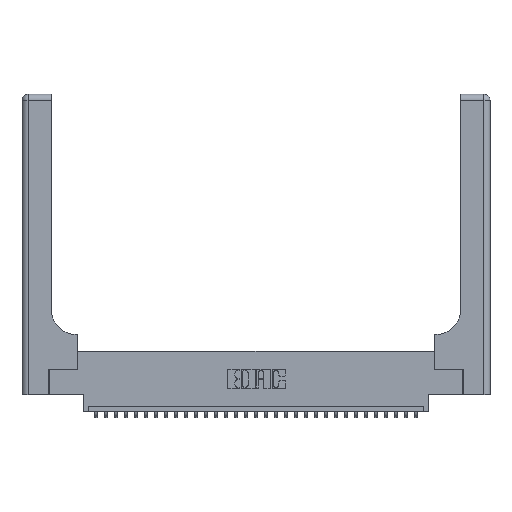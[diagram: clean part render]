
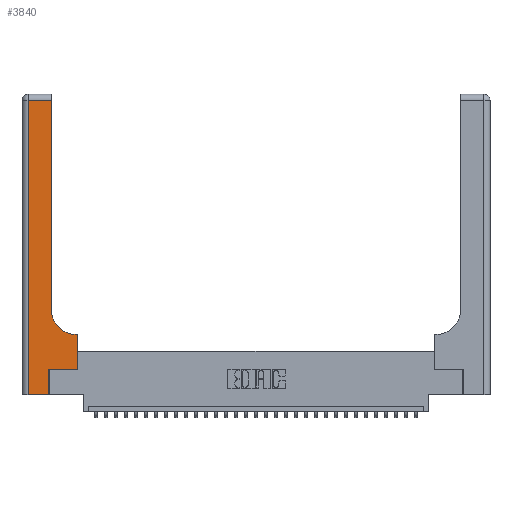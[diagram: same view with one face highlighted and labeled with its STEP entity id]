
A CAD part, top view. The second image highlights one B-rep face of the part: STEP entity #3840.
In plain terms, the highlighted planar face has unit normal (0, 0, 1).
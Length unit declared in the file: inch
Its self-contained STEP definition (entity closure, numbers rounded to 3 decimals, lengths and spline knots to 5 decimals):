
#516 = LINE ( 'NONE', #8363, #7330 ) ;
#1207 = EDGE_CURVE ( 'NONE', #4188, #28096, #30973, .T. ) ;
#2507 = EDGE_CURVE ( 'NONE', #28096, #5926, #24364, .T. ) ;
#2738 = DIRECTION ( 'NONE',  ( 0., 0., -1. ) ) ;
#3061 = LINE ( 'NONE', #29048, #21631 ) ;
#3460 = LINE ( 'NONE', #15580, #18239 ) ;
#3709 = EDGE_CURVE ( 'NONE', #5926, #16718, #3061, .T. ) ;
#3840 = ADVANCED_FACE ( 'NONE', ( #24270 ), #5468, .F. ) ;
#3990 = CARTESIAN_POINT ( 'NONE',  ( 0.2915, 3., 0.37 ) ) ;
#3994 = EDGE_CURVE ( 'NONE', #16718, #12350, #18190, .T. ) ;
#4188 = VERTEX_POINT ( 'NONE', #22538 ) ;
#4869 = EDGE_CURVE ( 'NONE', #15273, #21582, #20436, .T. ) ;
#5049 = ORIENTED_EDGE ( 'NONE', *, *, #20295, .T. ) ;
#5468 = PLANE ( 'NONE',  #13625 ) ;
#5926 = VERTEX_POINT ( 'NONE', #16436 ) ;
#6467 = ORIENTED_EDGE ( 'NONE', *, *, #3994, .T. ) ;
#6666 = CARTESIAN_POINT ( 'NONE',  ( 0.2915, 2.94, 0.37 ) ) ;
#7330 = VECTOR ( 'NONE', #8482, 39.37008 ) ;
#8363 = CARTESIAN_POINT ( 'NONE',  ( 0.06, 3., 0.37 ) ) ;
#8482 = DIRECTION ( 'NONE',  ( 0., -1., 0. ) ) ;
#8805 = CARTESIAN_POINT ( 'NONE',  ( 0.2915, 0.85, 0.37 ) ) ;
#8850 = CARTESIAN_POINT ( 'NONE',  ( 0.5585, 0.25, 0.37 ) ) ;
#9832 = DIRECTION ( 'NONE',  ( -1., 0., 0. ) ) ;
#10352 = CARTESIAN_POINT ( 'NONE',  ( 0., 3., 0.37 ) ) ;
#10942 = CARTESIAN_POINT ( 'NONE',  ( 0.5415, 0.85, 0.37 ) ) ;
#11035 = DIRECTION ( 'NONE',  ( 0., 1., 0. ) ) ;
#11091 = DIRECTION ( 'NONE',  ( 0., 1., 0. ) ) ;
#12188 = CARTESIAN_POINT ( 'NONE',  ( 0., 2.94, 0.37 ) ) ;
#12350 = VERTEX_POINT ( 'NONE', #8805 ) ;
#12793 = DIRECTION ( 'NONE',  ( -1., 0., 0. ) ) ;
#13235 = ORIENTED_EDGE ( 'NONE', *, *, #25147, .T. ) ;
#13374 = DIRECTION ( 'NONE',  ( 1., 0., 0. ) ) ;
#13625 = AXIS2_PLACEMENT_3D ( 'NONE', #10352, #2738, #12793 ) ;
#13771 = VECTOR ( 'NONE', #22915, 39.37008 ) ;
#14363 = EDGE_CURVE ( 'NONE', #21093, #4188, #3460, .T. ) ;
#14765 = CARTESIAN_POINT ( 'NONE',  ( 0.06, 0., 0.37 ) ) ;
#14936 = DIRECTION ( 'NONE',  ( -1., 0., 0. ) ) ;
#15273 = VERTEX_POINT ( 'NONE', #6666 ) ;
#15580 = CARTESIAN_POINT ( 'NONE',  ( 0.269, 0., 0.37 ) ) ;
#16436 = CARTESIAN_POINT ( 'NONE',  ( 0.5585, 0.6, 0.37 ) ) ;
#16531 = LINE ( 'NONE', #3990, #31303 ) ;
#16718 = VERTEX_POINT ( 'NONE', #18693 ) ;
#18190 = CIRCLE ( 'NONE', #27224, 0.25 ) ;
#18239 = VECTOR ( 'NONE', #11035, 39.37008 ) ;
#18407 = ORIENTED_EDGE ( 'NONE', *, *, #31206, .T. ) ;
#18693 = CARTESIAN_POINT ( 'NONE',  ( 0.5415, 0.6, 0.37 ) ) ;
#20066 = CARTESIAN_POINT ( 'NONE',  ( 0.5585, 0.25, 0.37 ) ) ;
#20295 = EDGE_CURVE ( 'NONE', #21582, #27139, #516, .T. ) ;
#20436 = LINE ( 'NONE', #12188, #30315 ) ;
#20467 = DIRECTION ( 'NONE',  ( 1., 0., 0. ) ) ;
#20588 = DIRECTION ( 'NONE',  ( 0., 0., -1. ) ) ;
#20650 = LINE ( 'NONE', #25331, #26719 ) ;
#21093 = VERTEX_POINT ( 'NONE', #31013 ) ;
#21582 = VERTEX_POINT ( 'NONE', #28025 ) ;
#21631 = VECTOR ( 'NONE', #9832, 39.37008 ) ;
#22538 = CARTESIAN_POINT ( 'NONE',  ( 0.269, 0.25, 0.37 ) ) ;
#22802 = CARTESIAN_POINT ( 'NONE',  ( 0.269, 0.25, 0.37 ) ) ;
#22915 = DIRECTION ( 'NONE',  ( 0., 1., 0. ) ) ;
#23068 = ORIENTED_EDGE ( 'NONE', *, *, #14363, .T. ) ;
#23838 = EDGE_LOOP ( 'NONE', ( #13235, #29032, #5049, #18407, #23068, #23990, #31417, #24183, #6467 ) ) ;
#23990 = ORIENTED_EDGE ( 'NONE', *, *, #1207, .T. ) ;
#24183 = ORIENTED_EDGE ( 'NONE', *, *, #3709, .T. ) ;
#24270 = FACE_OUTER_BOUND ( 'NONE', #23838, .T. ) ;
#24364 = LINE ( 'NONE', #20066, #13771 ) ;
#24450 = VECTOR ( 'NONE', #29856, 39.37008 ) ;
#25147 = EDGE_CURVE ( 'NONE', #12350, #15273, #16531, .T. ) ;
#25331 = CARTESIAN_POINT ( 'NONE',  ( 0., 0., 0.37 ) ) ;
#26719 = VECTOR ( 'NONE', #20467, 39.37008 ) ;
#27139 = VERTEX_POINT ( 'NONE', #14765 ) ;
#27224 = AXIS2_PLACEMENT_3D ( 'NONE', #10942, #20588, #13374 ) ;
#28025 = CARTESIAN_POINT ( 'NONE',  ( 0.06, 2.94, 0.37 ) ) ;
#28096 = VERTEX_POINT ( 'NONE', #8850 ) ;
#29032 = ORIENTED_EDGE ( 'NONE', *, *, #4869, .T. ) ;
#29048 = CARTESIAN_POINT ( 'NONE',  ( 0.2915, 0.6, 0.37 ) ) ;
#29856 = DIRECTION ( 'NONE',  ( 1., 0., 0. ) ) ;
#30315 = VECTOR ( 'NONE', #14936, 39.37008 ) ;
#30973 = LINE ( 'NONE', #22802, #24450 ) ;
#31013 = CARTESIAN_POINT ( 'NONE',  ( 0.269, 0., 0.37 ) ) ;
#31206 = EDGE_CURVE ( 'NONE', #27139, #21093, #20650, .T. ) ;
#31303 = VECTOR ( 'NONE', #11091, 39.37008 ) ;
#31417 = ORIENTED_EDGE ( 'NONE', *, *, #2507, .T. ) ;
